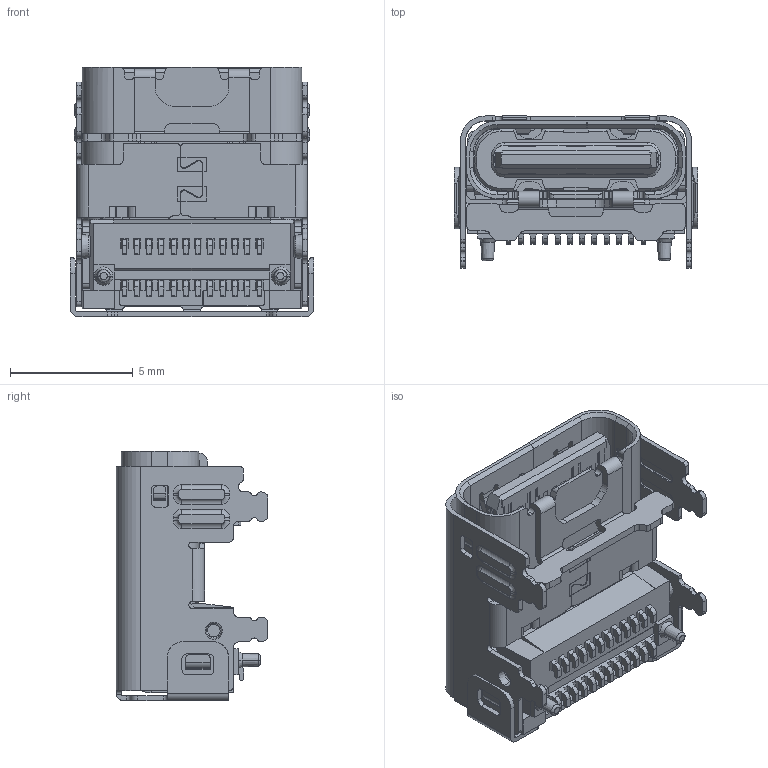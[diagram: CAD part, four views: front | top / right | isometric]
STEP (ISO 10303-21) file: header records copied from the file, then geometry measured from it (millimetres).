
FILE_DESCRIPTION((''),'2;1');
FILE_NAME('PRT0002','2022-01-28T',('t00317'),(''),'PRO/ENGINEER BY PARAMETRIC TECHNOLOGY CORPORATION, 2013050','PRO/ENGINEER BY PARAMETRIC TECHNOLOGY CORPORATION, 2013050','');
FILE_SCHEMA(('CONFIG_CONTROL_DESIGN','GEOMETRIC_VALIDATION_PROPERTIES_MIM'));
Products named in the file (1): PRT0002
Bounding box: 9.9 x 6.18 x 10.15 mm (x, y, z)
Volume: 252.6 mm3; surface area: 1098.9 mm2
Topology: 1 solids, 18 shells, 2114 faces, 6267 edges, 4342 vertices
Faces by surface type: plane 1374, cylinder 608, torus 80, cone 36, bspline 16
Entity records: 81643 total; most frequent: CARTESIAN_POINT 13067, ORIENTED_EDGE 12230, DIRECTION 11928, EDGE_CURVE 6115, VECTOR 4596, LINE 4596, VERTEX_POINT 4041, AXIS2_PLACEMENT_3D 3666
